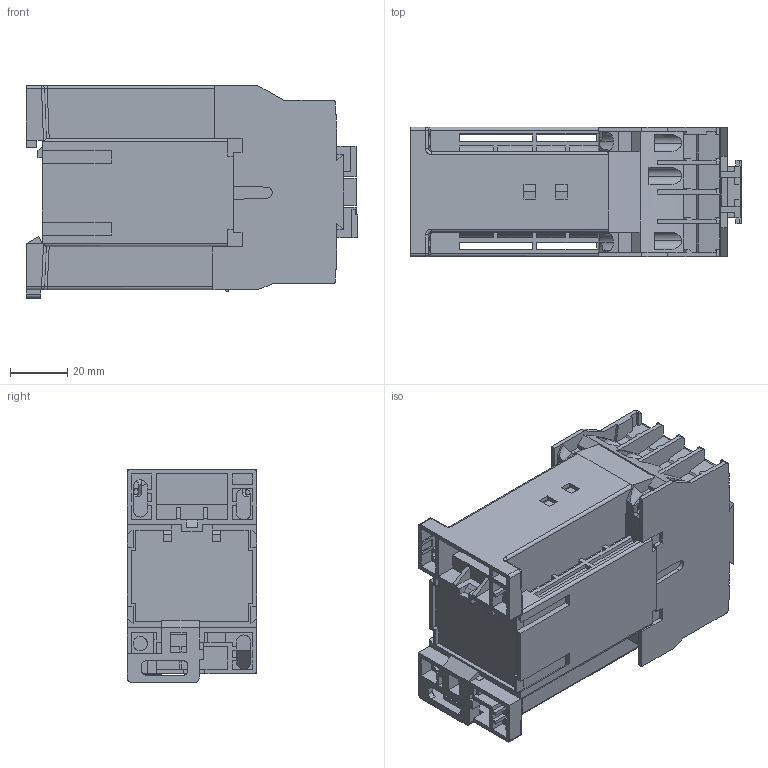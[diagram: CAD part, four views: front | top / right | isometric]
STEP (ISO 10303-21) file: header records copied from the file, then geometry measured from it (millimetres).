
FILE_DESCRIPTION (( 'STEP AP203' ), '1' );
FILE_NAME ('Êîíòàêòîð ìàëîãàáàðèòíûé ÊÌÝï 9À 24Â.STEP', '2016-11-03T16:53:32', ( 'kuryshev' ), ( '' ), 'SwSTEP 2.0', 'SolidWorks 2010', '' );
FILE_SCHEMA (( 'CONFIG_CONTROL_DESIGN' ));
Length unit declared in the file: millimetre
Products named in the file (1): Êîíòàêòîð ìàëîãàáàðèòíûé ÊÌÝï 9À 24Â
Bounding box: 115.2 x 45 x 74 mm (x, y, z)
Volume: 198998.5 mm3; surface area: 75960.9 mm2
Topology: 1 solids, 1 shells, 1210 faces, 3491 edges, 2276 vertices
Faces by surface type: plane 1056, cylinder 118, torus 26, sphere 4, bspline 4, cone 2
Entity records: 40266 total; most frequent: CARTESIAN_POINT 8517, ORIENTED_EDGE 6974, DIRECTION 6042, EDGE_CURVE 3487, LINE 2880, VECTOR 2880, VERTEX_POINT 2276, AXIS2_PLACEMENT_3D 1581
